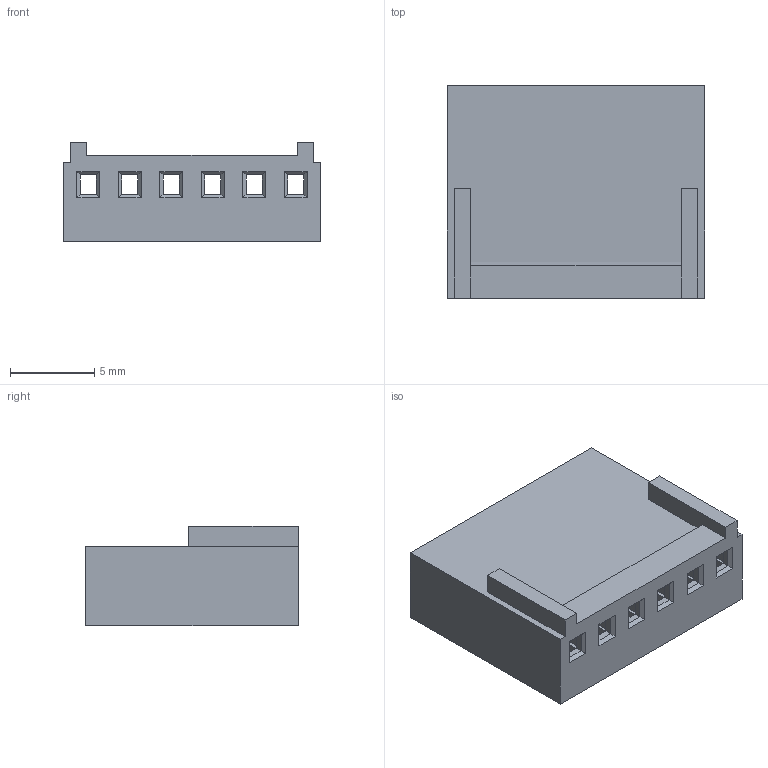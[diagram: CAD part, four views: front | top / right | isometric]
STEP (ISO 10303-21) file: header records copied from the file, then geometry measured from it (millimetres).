
FILE_DESCRIPTION( ('This file contains a STEP AP42 implementation' ,'as created by ZW3D STEP Interface translator.') ,'2;1' );
FILE_NAME( 'WF2541-HXXE01.stp' ,'23 425.172335', (''), ('ZWCAD Software Co.'), 'Version 1.0', 'ZW3D to STEP translator', '' );
FILE_SCHEMA(('AUTOMOTIVE_DESIGN { 1 0 10303 214 1 1 1 1 }'));
Length unit declared in the file: millimetre
Products named in the file (2): 0; WF2541-H06E01
Bounding box: 15.26 x 12.61 x 5.91 mm (x, y, z)
Volume: 452.6 mm3; surface area: 1509.3 mm2
Topology: 1 solids, 1 shells, 208 faces, 594 edges, 388 vertices
Faces by surface type: plane 196, cylinder 12
Entity records: 6916 total; most frequent: CARTESIAN_POINT 1191, ORIENTED_EDGE 1188, DIRECTION 1036, EDGE_CURVE 594, VECTOR 570, LINE 570, VERTEX_POINT 388, AXIS2_PLACEMENT_3D 233
